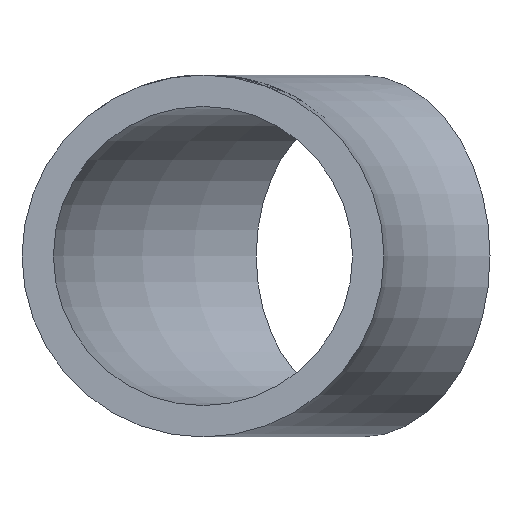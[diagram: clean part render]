
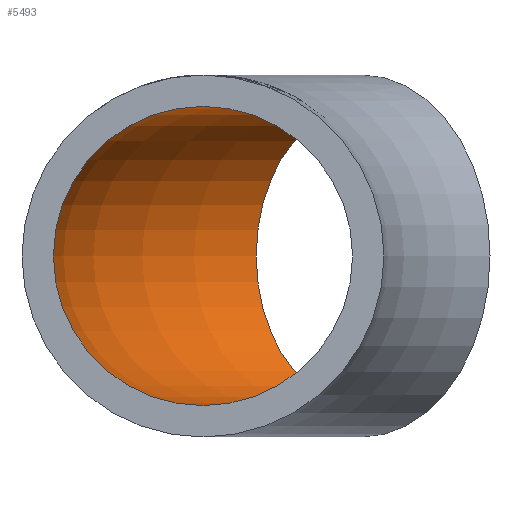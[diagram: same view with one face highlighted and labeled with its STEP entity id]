
A CAD part, front view. The second image highlights one B-rep face of the part: STEP entity #5493.
In plain terms, the highlighted toroidal (fillet/blend) face has major radius 28.575 mm and minor radius 7.874 mm.
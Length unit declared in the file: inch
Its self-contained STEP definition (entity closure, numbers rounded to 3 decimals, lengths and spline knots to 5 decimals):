
#15=CIRCLE('',#5665,0.31);
#16=CIRCLE('',#5666,0.31);
#47=FACE_BOUND('',#1525,.T.);
#1187=FACE_OUTER_BOUND('',#1524,.T.);
#1524=EDGE_LOOP('',(#5124));
#1525=EDGE_LOOP('',(#5125));
#2637=VERTEX_POINT('',#12425);
#2638=VERTEX_POINT('',#12427);
#3469=EDGE_CURVE('',#2637,#2637,#15,.T.);
#3470=EDGE_CURVE('',#2638,#2638,#16,.T.);
#5124=ORIENTED_EDGE('',*,*,#3469,.F.);
#5125=ORIENTED_EDGE('',*,*,#3470,.F.);
#5164=TOROIDAL_SURFACE('',#5664,1.125,0.31);
#5493=ADVANCED_FACE('',(#1187,#47),#5164,.F.);
#5664=AXIS2_PLACEMENT_3D('',#12424,#6276,#6277);
#5665=AXIS2_PLACEMENT_3D('',#12426,#6278,#6279);
#5666=AXIS2_PLACEMENT_3D('',#12428,#6280,#6281);
#6276=DIRECTION('center_axis',(0.,0.,-1.));
#6277=DIRECTION('ref_axis',(-1.,0.,0.));
#6278=DIRECTION('center_axis',(-0.707,-0.707,0.));
#6279=DIRECTION('ref_axis',(-0.707,0.707,0.));
#6280=DIRECTION('center_axis',(0.,1.,0.));
#6281=DIRECTION('ref_axis',(-1.,0.,0.));
#12424=CARTESIAN_POINT('Origin',(1.125,0.,0.));
#12425=CARTESIAN_POINT('',(0.1103,1.0147,0.));
#12426=CARTESIAN_POINT('Origin',(0.3295,0.7955,0.));
#12427=CARTESIAN_POINT('',(-0.31,0.,0.));
#12428=CARTESIAN_POINT('Origin',(0.,0.,0.));
